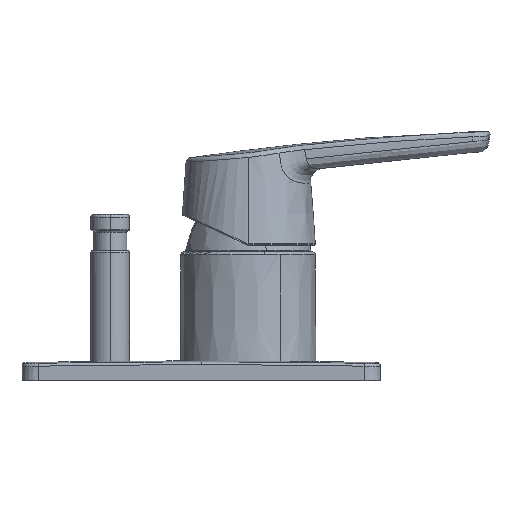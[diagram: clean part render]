
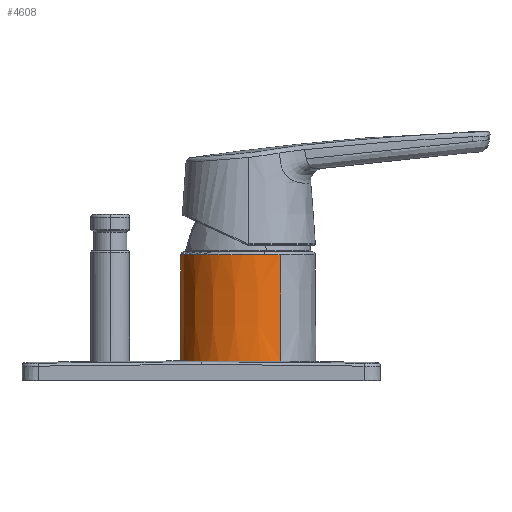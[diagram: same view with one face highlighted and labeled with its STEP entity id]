
A CAD part, left-side view. The second image highlights one B-rep face of the part: STEP entity #4608.
In plain terms, the highlighted conical face has half-angle 0.229 degrees and reference radius 24.4 mm.
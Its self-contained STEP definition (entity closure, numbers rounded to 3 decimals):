
#180 = EDGE_CURVE ( 'NONE', #10974, #8507, #10538, .T. ) ;
#467 = VERTEX_POINT ( 'NONE', #3447 ) ;
#700 = CARTESIAN_POINT ( 'NONE',  ( -26.556, 145.886, 134.499 ) ) ;
#709 = CARTESIAN_POINT ( 'NONE',  ( -20.586, 145.155, 134.496 ) ) ;
#732 = CARTESIAN_POINT ( 'NONE',  ( -21.125, 145.284, 134.496 ) ) ;
#872 = LINE ( 'NONE', #12907, #7031 ) ;
#886 = CARTESIAN_POINT ( 'NONE',  ( -27.613, 145.869, 134.499 ) ) ;
#928 = CARTESIAN_POINT ( 'NONE',  ( -45.227, 137.29, 134.458 ) ) ;
#971 = CARTESIAN_POINT ( 'NONE',  ( -50.989, 123.87, 134.392 ) ) ;
#1139 = ORIENTED_EDGE ( 'NONE', *, *, #12026, .F. ) ;
#1203 = CARTESIAN_POINT ( 'NONE',  ( -11.745, 140.924, 134.475 ) ) ;
#1247 = EDGE_CURVE ( 'NONE', #9995, #8944, #8143, .T. ) ;
#1337 = VERTEX_POINT ( 'NONE', #7607 ) ;
#1509 = CIRCLE ( 'NONE', #12777, 24.404 ) ;
#1898 = CARTESIAN_POINT ( 'NONE',  ( -29.203, 145.748, 134.499 ) ) ;
#1936 = CARTESIAN_POINT ( 'NONE',  ( -46.543, 135.636, 134.45 ) ) ;
#1978 = CARTESIAN_POINT ( 'NONE',  ( -51.102, 122.277, 134.385 ) ) ;
#2038 = CARTESIAN_POINT ( 'NONE',  ( -13.091, 141.872, 134.48 ) ) ;
#2100 = AXIS2_PLACEMENT_3D ( 'NONE', #8520, #2521, #9524 ) ;
#2302 = CARTESIAN_POINT ( 'NONE',  ( -8.144, 137.587, 134.459 ) ) ;
#2521 = DIRECTION ( 'NONE',  ( 0., 0., 1. ) ) ;
#2669 = EDGE_CURVE ( 'NONE', #467, #10974, #872, .T. ) ;
#2902 = CARTESIAN_POINT ( 'NONE',  ( -31.831, 145.335, 134.497 ) ) ;
#2940 = CARTESIAN_POINT ( 'NONE',  ( -47.948, 133.402, 134.439 ) ) ;
#2977 = CARTESIAN_POINT ( 'NONE',  ( -51.079, 119.636, 134.372 ) ) ;
#3061 = FACE_OUTER_BOUND ( 'NONE', #9147, .T. ) ;
#3264 = CIRCLE ( 'NONE', #2100, 24.404 ) ;
#3447 = CARTESIAN_POINT ( 'NONE',  ( -5.14, 133.027, 173.008 ) ) ;
#3544 = CARTESIAN_POINT ( 'NONE',  ( -22.748, 145.595, 134.498 ) ) ;
#3575 = CARTESIAN_POINT ( 'NONE',  ( -25.464, 145.886, 134.499 ) ) ;
#3916 = CARTESIAN_POINT ( 'NONE',  ( -34.871, 144.459, 134.492 ) ) ;
#3935 = DIRECTION ( 'NONE',  ( -0.004, -0.002, -1. ) ) ;
#3957 = CARTESIAN_POINT ( 'NONE',  ( -48.686, 131.989, 134.432 ) ) ;
#3999 = CARTESIAN_POINT ( 'NONE',  ( -50.658, 116.492, 134.357 ) ) ;
#4032 = CARTESIAN_POINT ( 'NONE',  ( -26.556, 145.886, 134.499 ) ) ;
#4125 = DIRECTION ( 'NONE',  ( 0., 0., 1. ) ) ;
#4469 = CARTESIAN_POINT ( 'NONE',  ( -24.376, 145.813, 134.499 ) ) ;
#4549 = ORIENTED_EDGE ( 'NONE', *, *, #8618, .F. ) ;
#4608 = ADVANCED_FACE ( 'NONE', ( #3061 ), #10568, .T. ) ;
#4929 = CARTESIAN_POINT ( 'NONE',  ( -37.8, 143.186, 134.486 ) ) ;
#4971 = CARTESIAN_POINT ( 'NONE',  ( -49.543, 130.037, 134.422 ) ) ;
#4989 = CARTESIAN_POINT ( 'NONE',  ( -5.004, 133.101, 134.437 ) ) ;
#5002 = CARTESIAN_POINT ( 'NONE',  ( -26.556, 121.327, 174.004 ) ) ;
#5011 = CARTESIAN_POINT ( 'NONE',  ( -49.124, 111.412, 134.332 ) ) ;
#5934 = CARTESIAN_POINT ( 'NONE',  ( -42.248, 140.339, 134.472 ) ) ;
#5941 = CARTESIAN_POINT ( 'NONE',  ( -5.004, 133.101, 134.437 ) ) ;
#5971 = CARTESIAN_POINT ( 'NONE',  ( -50.471, 127.011, 134.408 ) ) ;
#6164 = DIRECTION ( 'NONE',  ( 0.004, 0.002, -1. ) ) ;
#6430 = CARTESIAN_POINT ( 'NONE',  ( -8.512, 137.995, 134.461 ) ) ;
#6585 = ORIENTED_EDGE ( 'NONE', *, *, #2669, .T. ) ;
#6846 = CARTESIAN_POINT ( 'NONE',  ( -22.206, 145.504, 134.497 ) ) ;
#6971 = CARTESIAN_POINT ( 'NONE',  ( -44.519, 138.083, 134.461 ) ) ;
#7011 = CARTESIAN_POINT ( 'NONE',  ( -50.927, 124.402, 134.395 ) ) ;
#7029 = CARTESIAN_POINT ( 'NONE',  ( -47.969, 109.63, 174.004 ) ) ;
#7031 = VECTOR ( 'NONE', #6164, 1000. ) ;
#7159 = ORIENTED_EDGE ( 'NONE', *, *, #8872, .T. ) ;
#7237 = CARTESIAN_POINT ( 'NONE',  ( -10.461, 139.908, 134.47 ) ) ;
#7312 = CARTESIAN_POINT ( 'NONE',  ( -48.109, 109.553, 134.323 ) ) ;
#7607 = CARTESIAN_POINT ( 'NONE',  ( -50.184, 115.22, 173.008 ) ) ;
#7840 = B_SPLINE_CURVE_WITH_KNOTS ( 'NONE', 3,
 ( #700, #11848, #886, #7932, #1898, #8894, #2902, #9899, #3916, #10893, #4929, #11886, #5934, #12883, #6971, #928, #7969, #1936, #8936, #2940, #9936, #3957, #10929, #4971, #11930, #5971, #12924, #7011, #971, #8007, #1978, #8980, #2977, #9976, #3999, #10976, #5011, #11972 ),
 .UNSPECIFIED., .F., .F.,
 ( 4, 2, 2, 2, 2, 2, 2, 2, 2, 2, 2, 2, 2, 2, 2, 2, 2, 2, 4 ),
 ( 0.096, 0.098, 0.099, 0.102, 0.105, 0.109, 0.115, 0.117, 0.118, 0.121, 0.123, 0.124, 0.128, 0.131, 0.132, 0.134, 0.137, 0.14, 0.147 ),
 .UNSPECIFIED. ) ;
#7932 = CARTESIAN_POINT ( 'NONE',  ( -28.672, 145.8, 134.499 ) ) ;
#7969 = CARTESIAN_POINT ( 'NONE',  ( -45.566, 136.884, 134.456 ) ) ;
#8007 = CARTESIAN_POINT ( 'NONE',  ( -51.076, 122.807, 134.387 ) ) ;
#8015 = CARTESIAN_POINT ( 'NONE',  ( -12.186, 141.249, 134.477 ) ) ;
#8084 = DIRECTION ( 'NONE',  ( -0.878, -0.479, 0. ) ) ;
#8143 = LINE ( 'NONE', #7029, #9208 ) ;
#8304 = CARTESIAN_POINT ( 'NONE',  ( -13.557, 142.17, 134.481 ) ) ;
#8332 = AXIS2_PLACEMENT_3D ( 'NONE', #5002, #9053, #8084 ) ;
#8476 = CARTESIAN_POINT ( 'NONE',  ( -26.556, 145.886, 134.499 ) ) ;
#8507 = VERTEX_POINT ( 'NONE', #8476 ) ;
#8520 = CARTESIAN_POINT ( 'NONE',  ( -26.556, 121.327, 173.008 ) ) ;
#8618 = EDGE_CURVE ( 'NONE', #467, #1337, #3264, .T. ) ;
#8872 = EDGE_CURVE ( 'NONE', #8507, #8944, #7840, .T. ) ;
#8894 = CARTESIAN_POINT ( 'NONE',  ( -30.792, 145.541, 134.498 ) ) ;
#8936 = CARTESIAN_POINT ( 'NONE',  ( -47.139, 134.766, 134.445 ) ) ;
#8944 = VERTEX_POINT ( 'NONE', #7312 ) ;
#8980 = CARTESIAN_POINT ( 'NONE',  ( -51.129, 120.689, 134.377 ) ) ;
#9053 = DIRECTION ( 'NONE',  ( 0., 0., -1. ) ) ;
#9147 = EDGE_LOOP ( 'NONE', ( #4549, #6585, #12660, #7159, #12678, #1139 ) ) ;
#9208 = VECTOR ( 'NONE', #3935, 1000. ) ;
#9250 = CARTESIAN_POINT ( 'NONE',  ( -15.93, 143.577, 134.488 ) ) ;
#9524 = DIRECTION ( 'NONE',  ( 1., 0., 0. ) ) ;
#9607 = CARTESIAN_POINT ( 'NONE',  ( -47.973, 109.628, 173.008 ) ) ;
#9899 = CARTESIAN_POINT ( 'NONE',  ( -33.871, 144.795, 134.494 ) ) ;
#9936 = CARTESIAN_POINT ( 'NONE',  ( -48.203, 132.938, 134.436 ) ) ;
#9976 = CARTESIAN_POINT ( 'NONE',  ( -50.844, 117.538, 134.362 ) ) ;
#9995 = VERTEX_POINT ( 'NONE', #9607 ) ;
#10105 = CARTESIAN_POINT ( 'NONE',  ( -26.556, 121.327, 173.008 ) ) ;
#10206 = CARTESIAN_POINT ( 'NONE',  ( -7.432, 136.744, 134.455 ) ) ;
#10538 = B_SPLINE_CURVE_WITH_KNOTS ( 'NONE', 3,
 ( #5941, #11036, #12580, #10994, #10206, #2302, #6430, #11857, #7237, #1203, #8015, #2038, #8304, #9250, #11141, #709, #732, #6846, #3544, #4469, #3575, #4032 ),
 .UNSPECIFIED., .F., .F.,
 ( 4, 2, 2, 2, 2, 2, 2, 2, 2, 2, 4 ),
 ( 0.07, 0.073, 0.075, 0.076, 0.08, 0.081, 0.083, 0.089, 0.091, 0.093, 0.096 ),
 .UNSPECIFIED. ) ;
#10568 = CONICAL_SURFACE ( 'NONE', #8332, 24.4, 0.004 ) ;
#10893 = CARTESIAN_POINT ( 'NONE',  ( -36.833, 143.657, 134.489 ) ) ;
#10929 = CARTESIAN_POINT ( 'NONE',  ( -48.913, 131.504, 134.429 ) ) ;
#10974 = VERTEX_POINT ( 'NONE', #4989 ) ;
#10976 = CARTESIAN_POINT ( 'NONE',  ( -49.891, 113.378, 134.341 ) ) ;
#10994 = CARTESIAN_POINT ( 'NONE',  ( -7.089, 136.309, 134.453 ) ) ;
#11036 = CARTESIAN_POINT ( 'NONE',  ( -5.527, 134.059, 134.442 ) ) ;
#11105 = DIRECTION ( 'NONE',  ( 1., 0., 0. ) ) ;
#11141 = CARTESIAN_POINT ( 'NONE',  ( -17.939, 144.429, 134.492 ) ) ;
#11848 = CARTESIAN_POINT ( 'NONE',  ( -27.084, 145.886, 134.499 ) ) ;
#11857 = CARTESIAN_POINT ( 'NONE',  ( -9.652, 139.175, 134.467 ) ) ;
#11886 = CARTESIAN_POINT ( 'NONE',  ( -40.564, 141.61, 134.479 ) ) ;
#11930 = CARTESIAN_POINT ( 'NONE',  ( -49.896, 129.04, 134.418 ) ) ;
#11972 = CARTESIAN_POINT ( 'NONE',  ( -48.109, 109.553, 134.323 ) ) ;
#12026 = EDGE_CURVE ( 'NONE', #1337, #9995, #1509, .T. ) ;
#12580 = CARTESIAN_POINT ( 'NONE',  ( -6.114, 134.981, 134.446 ) ) ;
#12660 = ORIENTED_EDGE ( 'NONE', *, *, #180, .T. ) ;
#12678 = ORIENTED_EDGE ( 'NONE', *, *, #1247, .F. ) ;
#12777 = AXIS2_PLACEMENT_3D ( 'NONE', #10105, #4125, #11105 ) ;
#12883 = CARTESIAN_POINT ( 'NONE',  ( -44.149, 138.47, 134.463 ) ) ;
#12907 = CARTESIAN_POINT ( 'NONE',  ( -5.143, 133.025, 174.004 ) ) ;
#12924 = CARTESIAN_POINT ( 'NONE',  ( -50.694, 125.978, 134.403 ) ) ;
